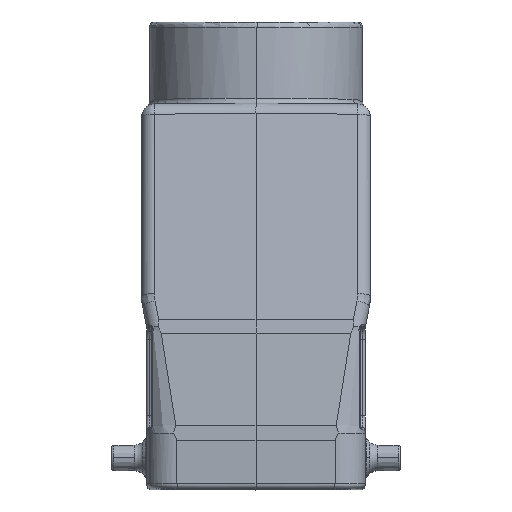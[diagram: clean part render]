
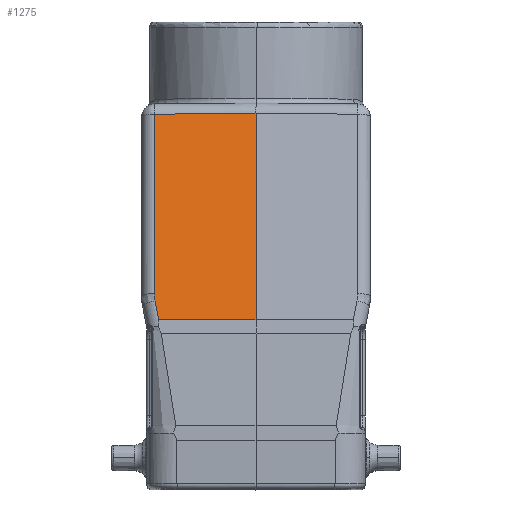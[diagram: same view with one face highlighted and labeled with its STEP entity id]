
A CAD part, top view. The second image highlights one B-rep face of the part: STEP entity #1275.
In plain terms, the highlighted planar face has unit normal (-0.009, 0.19, 0.982).
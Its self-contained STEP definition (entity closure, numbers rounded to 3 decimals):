
#151=(
BOUNDED_CURVE()
B_SPLINE_CURVE(3,(#18979,#18980,#18981,#18982),.UNSPECIFIED.,.F.,.F.)
B_SPLINE_CURVE_WITH_KNOTS((4,4),(0.,1.),.UNSPECIFIED.)
CURVE()
GEOMETRIC_REPRESENTATION_ITEM()
RATIONAL_B_SPLINE_CURVE((1.,1.,1.,
1.))
REPRESENTATION_ITEM('')
);
#1275=ADVANCED_FACE('NONE',(#2233),#1887,.T.);
#1887=PLANE('',#12296);
#2233=FACE_OUTER_BOUND('',#2967,.T.);
#2967=EDGE_LOOP('',(#6298,#6299,#6300,#6301,#6302,#6303));
#3832=LINE('',#18246,#4622);
#3833=LINE('',#18259,#4623);
#3865=LINE('',#18681,#4655);
#3877=LINE('',#18976,#4667);
#3878=LINE('',#18978,#4668);
#4622=VECTOR('',#13885,1.);
#4623=VECTOR('',#13888,1.);
#4655=VECTOR('',#14030,1.);
#4667=VECTOR('',#14082,1.);
#4668=VECTOR('',#14083,1.);
#6298=ORIENTED_EDGE('',*,*,#10331,.F.);
#6299=ORIENTED_EDGE('',*,*,#10286,.T.);
#6300=ORIENTED_EDGE('',*,*,#10332,.F.);
#6301=ORIENTED_EDGE('',*,*,#10193,.T.);
#6302=ORIENTED_EDGE('',*,*,#10196,.T.);
#6303=ORIENTED_EDGE('',*,*,#10333,.F.);
#8871=VERTEX_POINT('',#17905);
#8918=VERTEX_POINT('',#18247);
#8919=VERTEX_POINT('',#18257);
#8985=VERTEX_POINT('',#18666);
#8989=VERTEX_POINT('',#18682);
#9016=VERTEX_POINT('',#18977);
#10193=EDGE_CURVE('NONE',#8918,#8871,#3832,.T.);
#10196=EDGE_CURVE('NONE',#8871,#8919,#3833,.T.);
#10286=EDGE_CURVE('NONE',#8989,#8985,#3865,.T.);
#10331=EDGE_CURVE('NONE',#8989,#9016,#3877,.T.);
#10332=EDGE_CURVE('NONE',#8918,#8985,#3878,.T.);
#10333=EDGE_CURVE('NONE',#9016,#8919,#151,.T.);
#12296=AXIS2_PLACEMENT_3D('',#18983,#14084,#14085);
#13885=DIRECTION('',(-1.,-0.009,-0.007));
#13888=DIRECTION('',(0.,-0.982,0.19));
#14030=DIRECTION('',(1.,0.,0.009));
#14082=DIRECTION('',(-0.193,0.963,-0.188));
#14083=DIRECTION('',(0.,-0.982,0.19));
#14084=DIRECTION('',(-0.009,0.19,0.982));
#14085=DIRECTION('',(0.,-0.982,0.19));
#17905=CARTESIAN_POINT('',(-20.022,19.215,49.747));
#18246=CARTESIAN_POINT('',(0.,19.39,49.891));
#18247=CARTESIAN_POINT('',(0.,19.39,49.891));
#18257=CARTESIAN_POINT('',(-20.022,-16.12,56.573));
#18259=CARTESIAN_POINT('',(-20.022,-22.618,57.828));
#18666=CARTESIAN_POINT('',(0.,-21.241,57.74));
#18681=CARTESIAN_POINT('',(-19.146,-21.241,57.57));
#18682=CARTESIAN_POINT('',(-19.146,-21.241,57.57));
#18976=CARTESIAN_POINT('',(-18.171,-26.117,58.521));
#18977=CARTESIAN_POINT('',(-19.876,-17.591,56.859));
#18978=CARTESIAN_POINT('',(0.,-22.585,58.));
#18979=CARTESIAN_POINT('',(-19.876,-17.591,56.859));
#18980=CARTESIAN_POINT('',(-19.973,-17.107,56.764));
#18981=CARTESIAN_POINT('',(-20.022,-16.614,56.669));
#18982=CARTESIAN_POINT('',(-20.022,-16.12,56.573));
#18983=CARTESIAN_POINT('',(0.,-22.585,58.));
